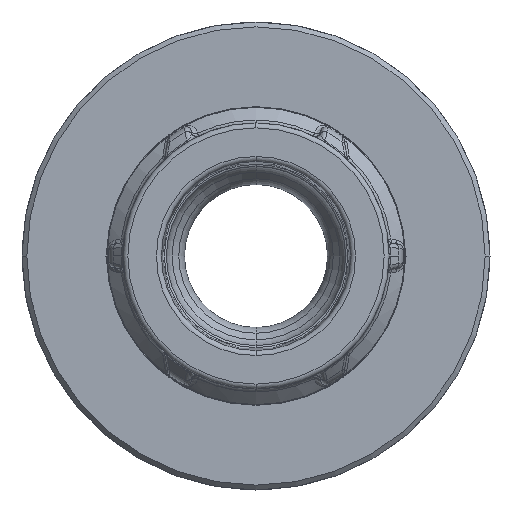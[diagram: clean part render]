
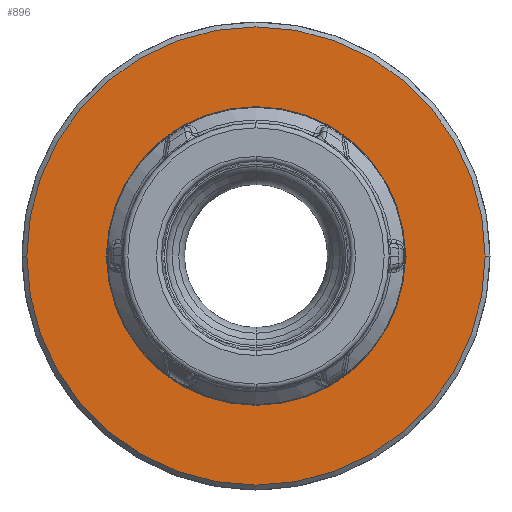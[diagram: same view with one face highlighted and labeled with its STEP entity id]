
A CAD part, front view. The second image highlights one B-rep face of the part: STEP entity #896.
In plain terms, the highlighted planar face has unit normal (0, -1, 0).
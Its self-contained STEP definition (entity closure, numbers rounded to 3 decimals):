
#896=ADVANCED_FACE('',(#1872,#1873),#1874,.T.);
#1872=FACE_BOUND('',#4646,.T.);
#1873=FACE_OUTER_BOUND('',#4647,.T.);
#1874=PLANE('',#4648);
#4646=EDGE_LOOP('',(#7322,#7323));
#4647=EDGE_LOOP('',(#7324,#7325));
#4648=AXIS2_PLACEMENT_3D('',#7326,#7327,#7328);
#7322=ORIENTED_EDGE('',*,*,#8997,.T.);
#7323=ORIENTED_EDGE('',*,*,#8988,.T.);
#7324=ORIENTED_EDGE('',*,*,#8998,.F.);
#7325=ORIENTED_EDGE('',*,*,#8973,.F.);
#7326=CARTESIAN_POINT('',(-20.188,0.,0.0));
#7327=DIRECTION('',(0.0,-1.0,0.0));
#7328=DIRECTION('',(0.0,0.0,-1.0));
#8973=EDGE_CURVE('',#10560,#10562,#10563,.T.);
#8988=EDGE_CURVE('',#10588,#10585,#10589,.T.);
#8997=EDGE_CURVE('',#10585,#10588,#10601,.T.);
#8998=EDGE_CURVE('',#10562,#10560,#10602,.T.);
#10560=VERTEX_POINT('',#13200);
#10562=VERTEX_POINT('',#13203);
#10563=CIRCLE('',#13204,23.25);
#10585=VERTEX_POINT('',#13229);
#10588=VERTEX_POINT('',#13233);
#10589=CIRCLE('',#13234,15.1);
#10601=CIRCLE('',#13247,15.1);
#10602=CIRCLE('',#13248,23.25);
#13200=CARTESIAN_POINT('',(23.25,0.,0.));
#13203=CARTESIAN_POINT('',(-23.25,0.,0.));
#13204=AXIS2_PLACEMENT_3D('',#15591,#15592,#15593);
#13229=CARTESIAN_POINT('',(15.1,0.,0.));
#13233=CARTESIAN_POINT('',(-15.1,0.,0.));
#13234=AXIS2_PLACEMENT_3D('',#15619,#15620,#15621);
#13247=AXIS2_PLACEMENT_3D('',#15638,#15639,#15640);
#13248=AXIS2_PLACEMENT_3D('',#15641,#15642,#15643);
#15591=CARTESIAN_POINT('',(0.0,0.,0.0));
#15592=DIRECTION('',(-0.0,1.0,0.0));
#15593=DIRECTION('',(1.0,0.0,0.0));
#15619=CARTESIAN_POINT('',(0.0,0.,0.0));
#15620=DIRECTION('',(0.0,1.0,0.0));
#15621=DIRECTION('',(-1.0,0.0,0.0));
#15638=CARTESIAN_POINT('',(0.0,0.,0.0));
#15639=DIRECTION('',(0.0,1.0,0.0));
#15640=DIRECTION('',(-1.0,0.0,0.0));
#15641=CARTESIAN_POINT('',(0.0,0.,0.0));
#15642=DIRECTION('',(-0.0,1.0,0.0));
#15643=DIRECTION('',(1.0,0.0,0.0));
